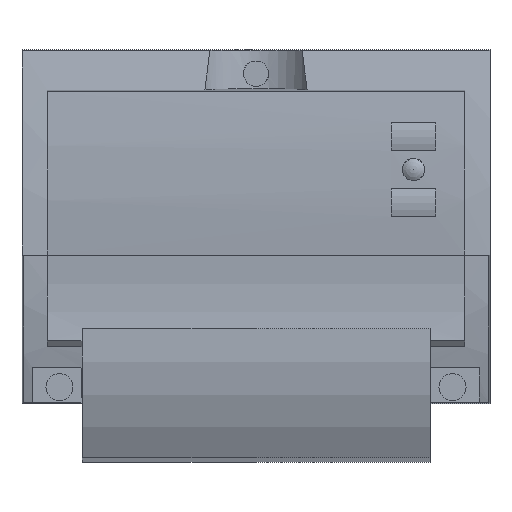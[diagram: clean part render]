
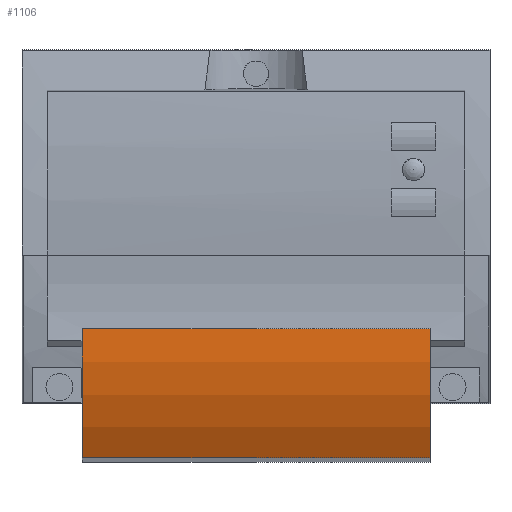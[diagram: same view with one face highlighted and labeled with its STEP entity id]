
A CAD part, top view. The second image highlights one B-rep face of the part: STEP entity #1106.
In plain terms, the highlighted cylindrical face has radius 75 mm (diameter 150 mm), a partial arc.
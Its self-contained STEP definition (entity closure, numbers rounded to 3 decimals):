
#1106=ADVANCED_FACE('',(#2896),#2898,.T.);
#2896=FACE_BOUND('',#2897,.T.);
#2897=EDGE_LOOP('',(#4601,#4602,#4603,#4604));
#2898=CYLINDRICAL_SURFACE('',#2899,75.);
#2899=AXIS2_PLACEMENT_3D('',#2900,#2901,#2902);
#2900=CARTESIAN_POINT('',(-58.,-59.,-49.));
#2901=DIRECTION('',(1.,0.,0.));
#2902=DIRECTION('',(0.,0.08,0.997));
#4601=ORIENTED_EDGE('',*,*,#5458,.T.);
#4602=ORIENTED_EDGE('',*,*,#5688,.T.);
#4603=ORIENTED_EDGE('',*,*,#5469,.F.);
#4604=ORIENTED_EDGE('',*,*,#5670,.F.);
#5458=EDGE_CURVE('',#6319,#6317,#6320,.T.);
#5469=EDGE_CURVE('',#6336,#6338,#6339,.T.);
#5670=EDGE_CURVE('',#6319,#6336,#6667,.T.);
#5688=EDGE_CURVE('',#6317,#6338,#6692,.T.);
#6317=VERTEX_POINT('',#7755);
#6319=VERTEX_POINT('',#7759);
#6320=CIRCLE('',#7760,75.);
#6336=VERTEX_POINT('',#7799);
#6338=VERTEX_POINT('',#7803);
#6339=CIRCLE('',#7804,75.);
#6667=LINE('',#8668,#8669);
#6692=LINE('',#8734,#8735);
#7755=CARTESIAN_POINT('',(-58.,-96.054,16.207));
#7759=CARTESIAN_POINT('',(-58.,-53.,25.76));
#7760=AXIS2_PLACEMENT_3D('',#7761,#7762,#7763);
#7761=CARTESIAN_POINT('',(-58.,-59.,-49.));
#7762=DIRECTION('',(1.,0.,0.));
#7763=DIRECTION('',(0.,0.08,0.997));
#7799=CARTESIAN_POINT('',(58.,-53.,25.76));
#7803=CARTESIAN_POINT('',(58.,-96.054,16.207));
#7804=AXIS2_PLACEMENT_3D('',#7805,#7806,#7807);
#7805=CARTESIAN_POINT('',(58.,-59.,-49.));
#7806=DIRECTION('',(1.,0.,0.));
#7807=DIRECTION('',(0.,0.08,0.997));
#8668=CARTESIAN_POINT('',(-58.,-53.,25.76));
#8669=VECTOR('',#8670,1.);
#8670=DIRECTION('',(1.,0.,0.));
#8734=CARTESIAN_POINT('',(-58.,-96.054,16.207));
#8735=VECTOR('',#8736,1.);
#8736=DIRECTION('',(1.,0.,0.));
